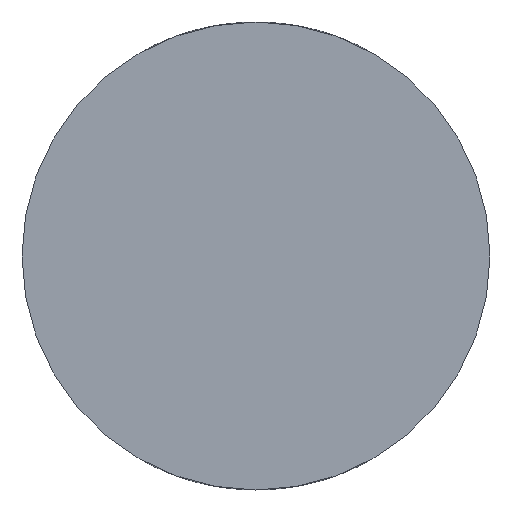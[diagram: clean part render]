
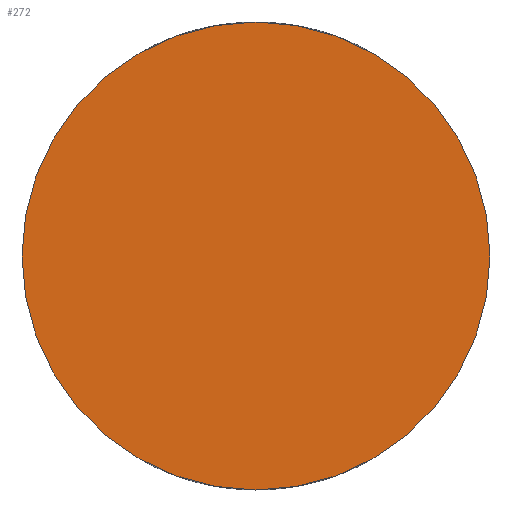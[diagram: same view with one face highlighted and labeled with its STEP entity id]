
A CAD part, front view. The second image highlights one B-rep face of the part: STEP entity #272.
In plain terms, the highlighted planar face has unit normal (0, -1, 0).
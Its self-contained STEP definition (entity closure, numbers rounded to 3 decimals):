
#2 = EDGE_CURVE ( 'NONE', #474, #133, #493, .T. ) ;
#22 = ORIENTED_EDGE ( 'NONE', *, *, #69, .F. ) ;
#35 = CARTESIAN_POINT ( 'NONE',  ( 0., -50., 0. ) ) ;
#67 = EDGE_LOOP ( 'NONE', ( #558, #22 ) ) ;
#69 = EDGE_CURVE ( 'NONE', #133, #474, #523, .T. ) ;
#108 = CARTESIAN_POINT ( 'NONE',  ( 0., -50., 0. ) ) ;
#132 = CARTESIAN_POINT ( 'NONE',  ( 0., -50., -2.5 ) ) ;
#133 = VERTEX_POINT ( 'NONE', #132 ) ;
#135 = DIRECTION ( 'NONE',  ( 0., 1., 0. ) ) ;
#136 = AXIS2_PLACEMENT_3D ( 'NONE', #108, #455, #529 ) ;
#147 = AXIS2_PLACEMENT_3D ( 'NONE', #389, #135, #385 ) ;
#167 = DIRECTION ( 'NONE',  ( 0., 1., 0. ) ) ;
#192 = CARTESIAN_POINT ( 'NONE',  ( 0., -50., 2.5 ) ) ;
#272 = ADVANCED_FACE ( 'NONE', ( #374 ), #446, .F. ) ;
#312 = AXIS2_PLACEMENT_3D ( 'NONE', #35, #167, #469 ) ;
#374 = FACE_OUTER_BOUND ( 'NONE', #67, .T. ) ;
#385 = DIRECTION ( 'NONE',  ( 0., 0., 1. ) ) ;
#389 = CARTESIAN_POINT ( 'NONE',  ( 0., -50., 0. ) ) ;
#446 = PLANE ( 'NONE',  #136 ) ;
#455 = DIRECTION ( 'NONE',  ( 0., 1., 0. ) ) ;
#469 = DIRECTION ( 'NONE',  ( 0., 0., 1. ) ) ;
#474 = VERTEX_POINT ( 'NONE', #192 ) ;
#493 = CIRCLE ( 'NONE', #312, 2.5 ) ;
#523 = CIRCLE ( 'NONE', #147, 2.5 ) ;
#529 = DIRECTION ( 'NONE',  ( 0., 0., 1. ) ) ;
#558 = ORIENTED_EDGE ( 'NONE', *, *, #2, .F. ) ;
